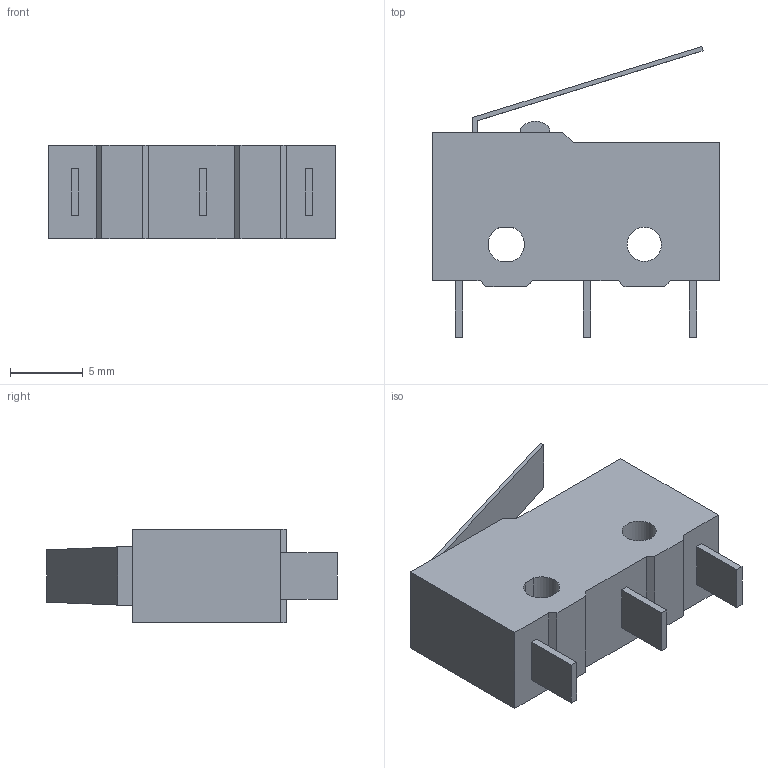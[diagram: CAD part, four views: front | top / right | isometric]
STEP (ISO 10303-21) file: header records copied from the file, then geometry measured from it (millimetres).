
FILE_DESCRIPTION(/* description */ (''),/* implementation_level */ '2;1');
FILE_NAME(/* name */ 'Microswitch Omron SS-5GL.step',/* time_stamp */ '2018-07-18T16:01:57+02:00',/* author */ ('boelle'),/* organization */ (''),/* preprocessor_version */ 'ST-DEVELOPER v17',/* originating_system */ 'Autodesk Translation Framework v7.1.0.215',/* authorisation */ '');
FILE_SCHEMA (('AUTOMOTIVE_DESIGN { 1 0 10303 214 3 1 1 }'));
Length unit declared in the file: millimetre
Products named in the file (3): Microswitch Omron SS-5GL; SS_01GL_E_BASE; SS_01GL_E_ACTUATOR
Assembly tree (2 placements, depth 2):
  Microswitch Omron SS-5GL
    SS_01GL_E_BASE
    SS_01GL_E_ACTUATOR
Bounding box: 19.8 x 20 x 6.4 mm (x, y, z)
Volume: 1245.9 mm3; surface area: 1095 mm2
Topology: 2 solids, 2 shells, 49 faces, 125 edges, 84 vertices
Faces by surface type: plane 45, cylinder 4
Full cylindrical faces by diameter (mm): 2.35 x1
Entity records: 1599 total; most frequent: CARTESIAN_POINT 263, ORIENTED_EDGE 250, DIRECTION 243, EDGE_CURVE 125, LINE 115, VECTOR 115, VERTEX_POINT 84, AXIS2_PLACEMENT_3D 64
